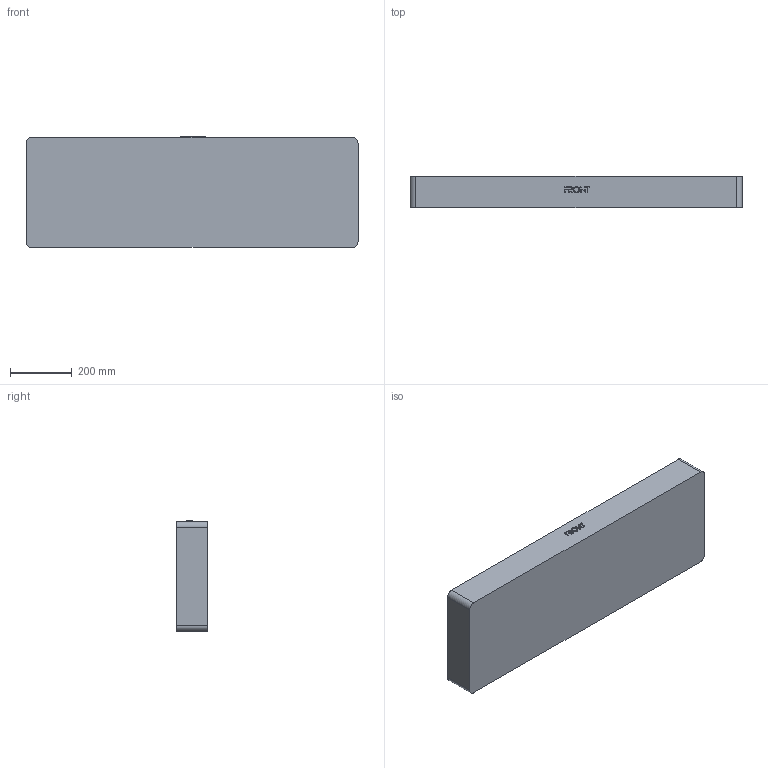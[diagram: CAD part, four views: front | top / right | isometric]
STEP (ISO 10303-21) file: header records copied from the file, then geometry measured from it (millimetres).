
FILE_DESCRIPTION (( 'STEP AP203' ), '1' );
FILE_NAME ('1721-931-112-PR.STEP', '2005-05-11T23:03:39', ( ' ' ), ( ' ' ), 'SwSTEP 2.0', 'SolidWorks 2004286', '' );
FILE_SCHEMA (( 'CONFIG_CONTROL_DESIGN' ));
Length unit declared in the file: inch
Products named in the file (1): 1721-931-112-PR
Bounding box: 1079.49 x 101.6 x 360.17 mm (x, y, z)
Volume: 6953372.2 mm3; surface area: 1286822.2 mm2
Topology: 1 solids, 1 shells, 365 faces, 885 edges, 528 vertices
Faces by surface type: plane 131, cylinder 118, bspline 106, cone 10
Entity records: 17238 total; most frequent: CARTESIAN_POINT 9622, ORIENTED_EDGE 1762, DIRECTION 1285, EDGE_CURVE 881, VERTEX_POINT 528, VECTOR 435, LINE 435, AXIS2_PLACEMENT_3D 425
